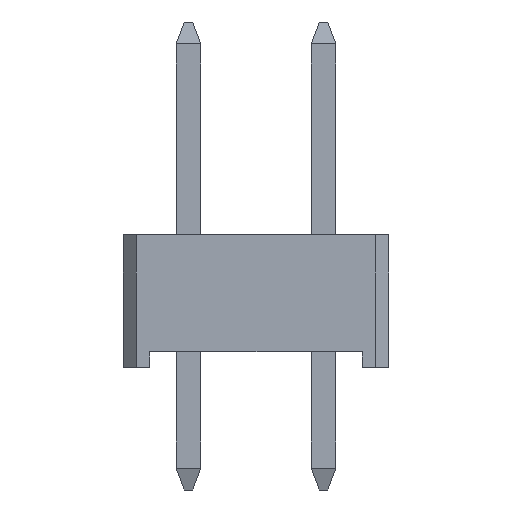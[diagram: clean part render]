
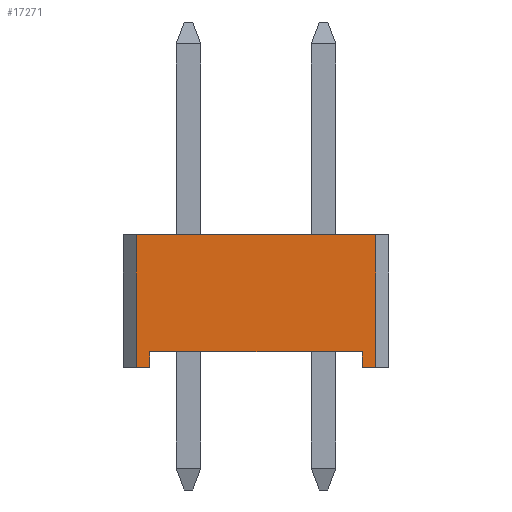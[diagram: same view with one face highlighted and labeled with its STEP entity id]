
A CAD part, left-side view. The second image highlights one B-rep face of the part: STEP entity #17271.
In plain terms, the highlighted planar face has unit normal (-1, 0, 0).
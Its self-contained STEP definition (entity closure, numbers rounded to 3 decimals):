
#83 = DIRECTION ( 'NONE',  ( 0., -1., 0. ) ) ;
#238 = VECTOR ( 'NONE', #8410, 1000. ) ;
#379 = DIRECTION ( 'NONE',  ( 0., 0., -1. ) ) ;
#487 = CARTESIAN_POINT ( 'NONE',  ( -0.635, -0.73, 0. ) ) ;
#1241 = EDGE_CURVE ( 'NONE', #9382, #15080, #3830, .T. ) ;
#1726 = CARTESIAN_POINT ( 'NONE',  ( -0.635, 3.52, 2.5 ) ) ;
#1735 = DIRECTION ( 'NONE',  ( 0., 0., 1. ) ) ;
#2474 = VECTOR ( 'NONE', #14110, 1000. ) ;
#2767 = ORIENTED_EDGE ( 'NONE', *, *, #12728, .F. ) ;
#2971 = VERTEX_POINT ( 'NONE', #487 ) ;
#3055 = CARTESIAN_POINT ( 'NONE',  ( -0.635, 3.52, 2.5 ) ) ;
#3125 = ORIENTED_EDGE ( 'NONE', *, *, #7527, .T. ) ;
#3547 = VECTOR ( 'NONE', #83, 1000. ) ;
#3634 = ORIENTED_EDGE ( 'NONE', *, *, #14603, .F. ) ;
#3830 = LINE ( 'NONE', #14644, #11264 ) ;
#3897 = DIRECTION ( 'NONE',  ( 0., -1., 0. ) ) ;
#4086 = VECTOR ( 'NONE', #3897, 1000. ) ;
#4363 = LINE ( 'NONE', #10248, #11370 ) ;
#4432 = ORIENTED_EDGE ( 'NONE', *, *, #9955, .F. ) ;
#4450 = VERTEX_POINT ( 'NONE', #11440 ) ;
#4455 = LINE ( 'NONE', #7382, #15164 ) ;
#4460 = DIRECTION ( 'NONE',  ( 0., 1., 0. ) ) ;
#5132 = VECTOR ( 'NONE', #1735, 1000. ) ;
#5569 = LINE ( 'NONE', #7324, #5132 ) ;
#6107 = EDGE_CURVE ( 'NONE', #8959, #4450, #6642, .T. ) ;
#6271 = DIRECTION ( 'NONE',  ( 0., 1., 0. ) ) ;
#6642 = LINE ( 'NONE', #11327, #2474 ) ;
#6962 = CARTESIAN_POINT ( 'NONE',  ( -0.635, 3.27, 0.3 ) ) ;
#7324 = CARTESIAN_POINT ( 'NONE',  ( -0.635, -0.73, 0.3 ) ) ;
#7382 = CARTESIAN_POINT ( 'NONE',  ( -0.635, -0.98, 2.5 ) ) ;
#7527 = EDGE_CURVE ( 'NONE', #2971, #12530, #14240, .T. ) ;
#8090 = VERTEX_POINT ( 'NONE', #17721 ) ;
#8240 = LINE ( 'NONE', #10866, #4086 ) ;
#8410 = DIRECTION ( 'NONE',  ( 0., 0., -1. ) ) ;
#8959 = VERTEX_POINT ( 'NONE', #1726 ) ;
#9382 = VERTEX_POINT ( 'NONE', #17229 ) ;
#9955 = EDGE_CURVE ( 'NONE', #4450, #12530, #4455, .T. ) ;
#10248 = CARTESIAN_POINT ( 'NONE',  ( -0.635, 3.52, 2.5 ) ) ;
#10511 = EDGE_CURVE ( 'NONE', #15080, #17686, #14675, .T. ) ;
#10866 = CARTESIAN_POINT ( 'NONE',  ( -0.635, -1.615, 0. ) ) ;
#10993 = CARTESIAN_POINT ( 'NONE',  ( -0.635, 3.27, 0. ) ) ;
#11123 = ORIENTED_EDGE ( 'NONE', *, *, #10511, .F. ) ;
#11264 = VECTOR ( 'NONE', #6271, 1000. ) ;
#11327 = CARTESIAN_POINT ( 'NONE',  ( -0.635, -1.615, 2.5 ) ) ;
#11331 = CARTESIAN_POINT ( 'NONE',  ( -0.635, 3.27, 0.3 ) ) ;
#11370 = VECTOR ( 'NONE', #11632, 1000. ) ;
#11373 = PLANE ( 'NONE',  #17689 ) ;
#11440 = CARTESIAN_POINT ( 'NONE',  ( -0.635, -0.98, 2.5 ) ) ;
#11632 = DIRECTION ( 'NONE',  ( 0., 0., 1. ) ) ;
#12530 = VERTEX_POINT ( 'NONE', #14018 ) ;
#12728 = EDGE_CURVE ( 'NONE', #8090, #8959, #4363, .T. ) ;
#12812 = FACE_OUTER_BOUND ( 'NONE', #14542, .T. ) ;
#12819 = DIRECTION ( 'NONE',  ( 1., 0., 0. ) ) ;
#14018 = CARTESIAN_POINT ( 'NONE',  ( -0.635, -0.98, 0. ) ) ;
#14110 = DIRECTION ( 'NONE',  ( 0., -1., 0. ) ) ;
#14240 = LINE ( 'NONE', #16848, #3547 ) ;
#14542 = EDGE_LOOP ( 'NONE', ( #3125, #4432, #17011, #2767, #16024, #11123, #16367, #3634 ) ) ;
#14603 = EDGE_CURVE ( 'NONE', #2971, #9382, #5569, .T. ) ;
#14644 = CARTESIAN_POINT ( 'NONE',  ( -0.635, 3.52, 0.3 ) ) ;
#14675 = LINE ( 'NONE', #6962, #238 ) ;
#15080 = VERTEX_POINT ( 'NONE', #11331 ) ;
#15164 = VECTOR ( 'NONE', #379, 1000. ) ;
#16024 = ORIENTED_EDGE ( 'NONE', *, *, #16837, .T. ) ;
#16367 = ORIENTED_EDGE ( 'NONE', *, *, #1241, .F. ) ;
#16837 = EDGE_CURVE ( 'NONE', #8090, #17686, #8240, .T. ) ;
#16848 = CARTESIAN_POINT ( 'NONE',  ( -0.635, -1.615, 0. ) ) ;
#17011 = ORIENTED_EDGE ( 'NONE', *, *, #6107, .F. ) ;
#17229 = CARTESIAN_POINT ( 'NONE',  ( -0.635, -0.73, 0.3 ) ) ;
#17271 = ADVANCED_FACE ( 'NONE', ( #12812 ), #11373, .F. ) ;
#17686 = VERTEX_POINT ( 'NONE', #10993 ) ;
#17689 = AXIS2_PLACEMENT_3D ( 'NONE', #3055, #12819, #4460 ) ;
#17721 = CARTESIAN_POINT ( 'NONE',  ( -0.635, 3.52, 0. ) ) ;
